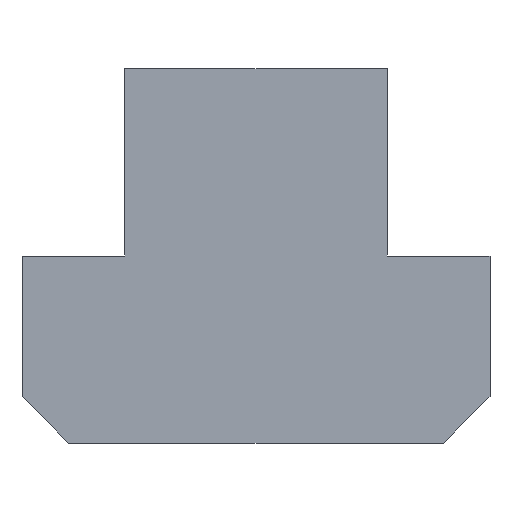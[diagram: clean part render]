
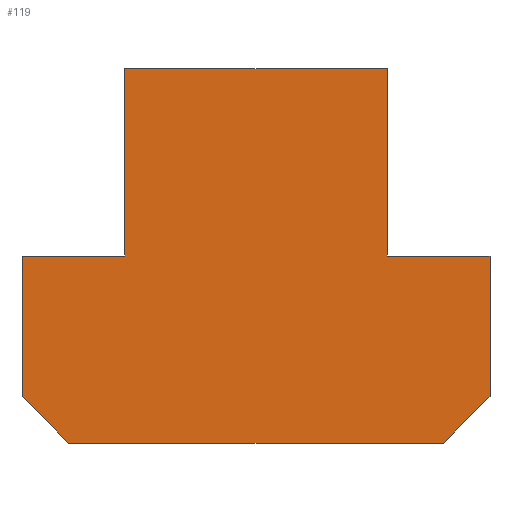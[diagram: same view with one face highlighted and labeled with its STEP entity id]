
A CAD part, front view. The second image highlights one B-rep face of the part: STEP entity #119.
In plain terms, the highlighted planar face has unit normal (0, -1, 0).
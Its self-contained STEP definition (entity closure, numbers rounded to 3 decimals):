
#91=VERTEX_POINT('',#234);
#99=EDGE_CURVE('',#111,#191,#242,.T.);
#101=EDGE_CURVE('',#91,#115,#244,.T.);
#107=EDGE_CURVE('',#205,#139,#250,.T.);
#111=VERTEX_POINT('',#254);
#115=VERTEX_POINT('',#258);
#119=ADVANCED_FACE('',(#262),#263,.T.);
#129=EDGE_CURVE('',#115,#167,#274,.T.);
#131=EDGE_CURVE('',#167,#111,#276,.T.);
#139=VERTEX_POINT('',#286);
#141=EDGE_CURVE('',#199,#205,#288,.T.);
#159=EDGE_CURVE('',#175,#195,#307,.T.);
#167=VERTEX_POINT('',#316);
#173=EDGE_CURVE('',#191,#199,#324,.T.);
#175=VERTEX_POINT('',#326);
#179=EDGE_CURVE('',#139,#175,#330,.T.);
#189=EDGE_CURVE('',#195,#91,#341,.T.);
#191=VERTEX_POINT('',#343);
#195=VERTEX_POINT('',#347);
#199=VERTEX_POINT('',#351);
#205=VERTEX_POINT('',#357);
#234=CARTESIAN_POINT('',(-4.,-5.,-4.0));
#242=LINE('',#393,#394);
#244=LINE('',#397,#398);
#250=LINE('',#407,#408);
#254=CARTESIAN_POINT('',(-2.8,-5.,0.0));
#258=CARTESIAN_POINT('',(-5.,-5.,-3.0));
#262=FACE_OUTER_BOUND('',#424,.T.);
#263=PLANE('',#425);
#274=LINE('',#441,#442);
#276=LINE('',#445,#446);
#286=CARTESIAN_POINT('',(5.0,-5.,0.0));
#288=LINE('',#459,#460);
#307=LINE('',#487,#488);
#316=CARTESIAN_POINT('',(-5.,-5.,0.0));
#324=LINE('',#508,#509);
#326=CARTESIAN_POINT('',(5.0,-5.,-3.0));
#330=LINE('',#518,#519);
#341=LINE('',#533,#534);
#343=CARTESIAN_POINT('',(-2.8,-5.,4.0));
#347=CARTESIAN_POINT('',(4.,-5.,-4.0));
#351=CARTESIAN_POINT('',(2.8,-5.,4.0));
#357=CARTESIAN_POINT('',(2.8,-5.,0.0));
#393=CARTESIAN_POINT('',(-2.8,-5.,4.0));
#394=VECTOR('',#581,1.0);
#397=CARTESIAN_POINT('',(-5.,-5.,-3.0));
#398=VECTOR('',#582,1.0);
#407=CARTESIAN_POINT('',(5.0,-5.,0.0));
#408=VECTOR('',#584,1.0);
#424=EDGE_LOOP('',(#588,#589,#590,#591,#592,#593,#594,#595,#596,#597));
#425=AXIS2_PLACEMENT_3D('',#598,#599,#600);
#441=CARTESIAN_POINT('',(-5.,-5.,0.0));
#442=VECTOR('',#611,1.0);
#445=CARTESIAN_POINT('',(-2.8,-5.,0.0));
#446=VECTOR('',#612,1.0);
#459=CARTESIAN_POINT('',(2.8,-5.,0.0));
#460=VECTOR('',#629,1.0);
#487=CARTESIAN_POINT('',(4.,-5.,-4.0));
#488=VECTOR('',#643,1.0);
#508=CARTESIAN_POINT('',(2.8,-5.,4.0));
#509=VECTOR('',#675,1.0);
#518=CARTESIAN_POINT('',(5.0,-5.,-3.0));
#519=VECTOR('',#677,1.0);
#533=CARTESIAN_POINT('',(-4.,-5.,-4.0));
#534=VECTOR('',#687,1.0);
#581=DIRECTION('',(0.0,0.,1.0));
#582=DIRECTION('',(-0.707,0.,0.707));
#584=DIRECTION('',(1.0,0.0,0.0));
#588=ORIENTED_EDGE('',*,*,#159,.F.);
#589=ORIENTED_EDGE('',*,*,#179,.F.);
#590=ORIENTED_EDGE('',*,*,#107,.F.);
#591=ORIENTED_EDGE('',*,*,#141,.F.);
#592=ORIENTED_EDGE('',*,*,#173,.F.);
#593=ORIENTED_EDGE('',*,*,#99,.F.);
#594=ORIENTED_EDGE('',*,*,#131,.F.);
#595=ORIENTED_EDGE('',*,*,#129,.F.);
#596=ORIENTED_EDGE('',*,*,#101,.F.);
#597=ORIENTED_EDGE('',*,*,#189,.F.);
#598=CARTESIAN_POINT('',(0.,-5.,-0.359));
#599=DIRECTION('',(0.0,-1.0,0.));
#600=DIRECTION('',(1.0,0.0,0.0));
#611=DIRECTION('',(0.0,0.,1.0));
#612=DIRECTION('',(1.0,0.0,0.0));
#629=DIRECTION('',(0.0,0.,-1.0));
#643=DIRECTION('',(-0.707,0.,-0.707));
#675=DIRECTION('',(1.0,0.0,0.0));
#677=DIRECTION('',(0.0,0.,-1.0));
#687=DIRECTION('',(-1.0,0.0,0.0));
